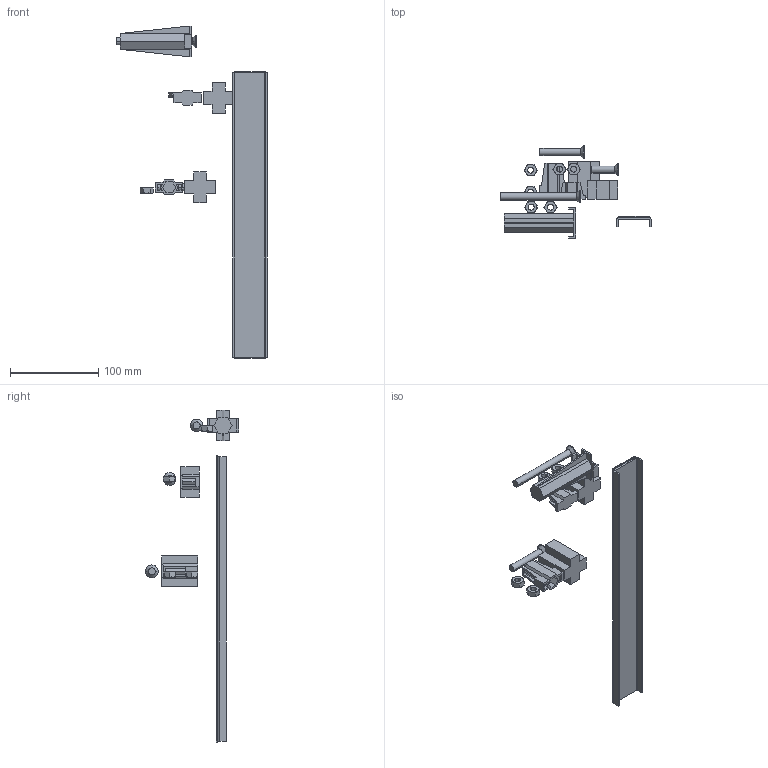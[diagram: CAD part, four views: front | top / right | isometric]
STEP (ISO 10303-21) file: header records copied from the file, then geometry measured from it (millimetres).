
FILE_DESCRIPTION (( 'STEP AP214' ), '1' );
FILE_NAME ('7424964_KSTP1.stp', '2018-02-21T16:07:21', ( '' ), ( '' ), 'SwSTEP 2.0', 'SolidWorks 2016', '' );
FILE_SCHEMA (( 'AUTOMOTIVE_DESIGN' ));
Length unit declared in the file: millimetre
Products named in the file (16): 40737C_Standard; 32938C_Standard; 32938B_Standard; 007681_Standard; 35010053_Standard; 43931C_Standard; 43933B_Standard; 32938A_Standard; 43932B_Standard; 011201_Standard; 43934A_Standard; 43932A_Standard; 43933A_Standard; 7424964_KSTP1; 011203_Standard; P_30700584_4_Standard
Assembly tree (20 placements, depth 3):
  7424964_KSTP1
    40737C_Standard
      43931C_Standard
      P_30700584_4_Standard
    32938B_Standard
      43933A_Standard
      43933B_Standard
      007681_Standard
      35010053_Standard  x2
    32938A_Standard
      43932A_Standard
      43932B_Standard
      011201_Standard
      35010053_Standard  x2
    32938C_Standard
      43934A_Standard
      011203_Standard
      35010053_Standard  x2
Bounding box: 170.78 x 105.54 x 376.56 mm (x, y, z)
Volume: 111898.3 mm3; surface area: 109052.7 mm2
Topology: 16 solids, 16 shells, 346 faces, 828 edges, 516 vertices
Faces by surface type: plane 238, bspline 72, cylinder 30, cone 6
Entity records: 7962 total; most frequent: CARTESIAN_POINT 1455, ORIENTED_EDGE 1176, DIRECTION 1118, EDGE_CURVE 588, VECTOR 512, LINE 512, VERTEX_POINT 376, AXIS2_PLACEMENT_3D 303
